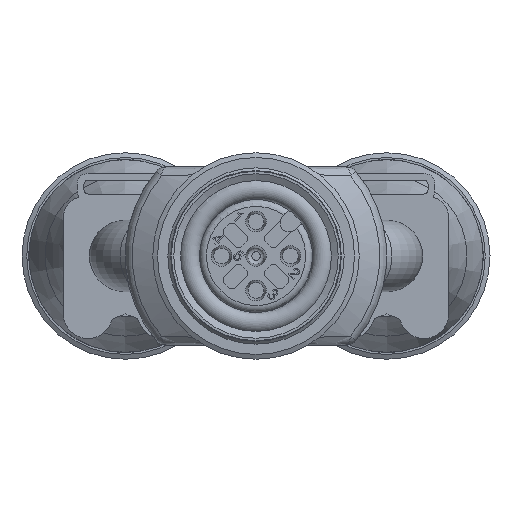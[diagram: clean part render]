
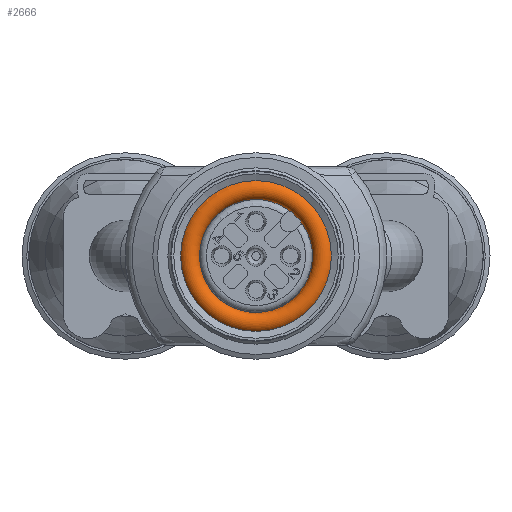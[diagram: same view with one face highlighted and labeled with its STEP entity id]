
A CAD part, front view. The second image highlights one B-rep face of the part: STEP entity #2666.
In plain terms, the highlighted toroidal (fillet/blend) face has major radius 4.845 mm and minor radius 0.75 mm.
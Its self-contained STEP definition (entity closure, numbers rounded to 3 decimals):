
#276=TOROIDAL_SURFACE('',#17478,4.845,0.75);
#782=FACE_BOUND('',#4979,.T.);
#783=FACE_BOUND('',#4980,.T.);
#784=FACE_BOUND('',#4981,.T.);
#1132=B_SPLINE_CURVE_WITH_KNOTS('',3,(#25154,#25155,#25156,#25157,#25158,
#25159),.UNSPECIFIED.,.F.,.F.,(4,2,4),(0.,0.444,1.),
 .UNSPECIFIED.);
#1133=B_SPLINE_CURVE_WITH_KNOTS('',3,(#25169,#25170,#25171,#25172,#25173,
#25174),.UNSPECIFIED.,.F.,.F.,(4,2,4),(0.,0.41,1.),
 .UNSPECIFIED.);
#1630=CIRCLE('',#17469,4.723);
#1631=CIRCLE('',#17472,4.1);
#1632=CIRCLE('',#17475,4.1);
#1633=CIRCLE('',#17477,5.475);
#2666=ADVANCED_FACE('',(#782,#783,#784),#276,.T.);
#4979=EDGE_LOOP('',(#6680,#6681,#6682,#6683));
#4980=EDGE_LOOP('',(#6684));
#4981=EDGE_LOOP('',(#6685));
#6680=ORIENTED_EDGE('',*,*,#12899,.F.);
#6681=ORIENTED_EDGE('',*,*,#12897,.T.);
#6682=ORIENTED_EDGE('',*,*,#12895,.F.);
#6683=ORIENTED_EDGE('',*,*,#12892,.T.);
#6684=ORIENTED_EDGE('',*,*,#12891,.F.);
#6685=ORIENTED_EDGE('',*,*,#12900,.T.);
#11195=VERTEX_POINT('',#25152);
#11196=VERTEX_POINT('',#25160);
#11197=VERTEX_POINT('',#25161);
#11198=VERTEX_POINT('',#25166);
#11199=VERTEX_POINT('',#25175);
#11200=VERTEX_POINT('',#25181);
#12891=EDGE_CURVE('',#11195,#11195,#1630,.T.);
#12892=EDGE_CURVE('',#11196,#11197,#1132,.T.);
#12895=EDGE_CURVE('',#11196,#11198,#1631,.T.);
#12897=EDGE_CURVE('',#11199,#11198,#1133,.T.);
#12899=EDGE_CURVE('',#11199,#11197,#1632,.T.);
#12900=EDGE_CURVE('',#11200,#11200,#1633,.T.);
#17469=AXIS2_PLACEMENT_3D('',#25151,#19669,#19670);
#17472=AXIS2_PLACEMENT_3D('',#25165,#19677,#19678);
#17475=AXIS2_PLACEMENT_3D('',#25178,#19685,#19686);
#17477=AXIS2_PLACEMENT_3D('',#25180,#19689,#19690);
#17478=AXIS2_PLACEMENT_3D('',#25182,#19691,#19692);
#19669=DIRECTION('',(0.,-1.,0.));
#19670=DIRECTION('',(-1.,0.,0.));
#19677=DIRECTION('',(0.,-1.,0.));
#19678=DIRECTION('',(-1.,0.,0.));
#19685=DIRECTION('',(0.,1.,0.));
#19686=DIRECTION('',(1.,0.,0.));
#19689=DIRECTION('',(0.,-1.,0.));
#19690=DIRECTION('',(-1.,0.,0.));
#19691=DIRECTION('',(0.,1.,0.));
#19692=DIRECTION('',(1.,0.,0.));
#25151=CARTESIAN_POINT('',(69.906,-60.656,0.));
#25152=CARTESIAN_POINT('',(65.183,-60.656,0.));
#25154=CARTESIAN_POINT('',(72.289,-61.483,3.337));
#25155=CARTESIAN_POINT('',(72.287,-61.457,3.335));
#25156=CARTESIAN_POINT('',(72.285,-61.432,3.334));
#25157=CARTESIAN_POINT('',(72.285,-61.374,3.333));
#25158=CARTESIAN_POINT('',(72.286,-61.342,3.334));
#25159=CARTESIAN_POINT('',(72.289,-61.31,3.337));
#25160=CARTESIAN_POINT('',(72.289,-61.483,3.337));
#25161=CARTESIAN_POINT('',(72.289,-61.31,3.337));
#25165=CARTESIAN_POINT('',(69.906,-61.483,0.));
#25166=CARTESIAN_POINT('',(73.243,-61.483,2.382));
#25169=CARTESIAN_POINT('',(73.243,-61.31,2.382));
#25170=CARTESIAN_POINT('',(73.241,-61.333,2.38));
#25171=CARTESIAN_POINT('',(73.24,-61.357,2.379));
#25172=CARTESIAN_POINT('',(73.239,-61.415,2.378));
#25173=CARTESIAN_POINT('',(73.24,-61.449,2.379));
#25174=CARTESIAN_POINT('',(73.243,-61.483,2.382));
#25175=CARTESIAN_POINT('',(73.243,-61.31,2.382));
#25178=CARTESIAN_POINT('',(69.906,-61.31,0.));
#25180=CARTESIAN_POINT('',(69.906,-61.803,0.));
#25181=CARTESIAN_POINT('',(64.431,-61.803,0.));
#25182=CARTESIAN_POINT('',(69.906,-61.396,0.));
